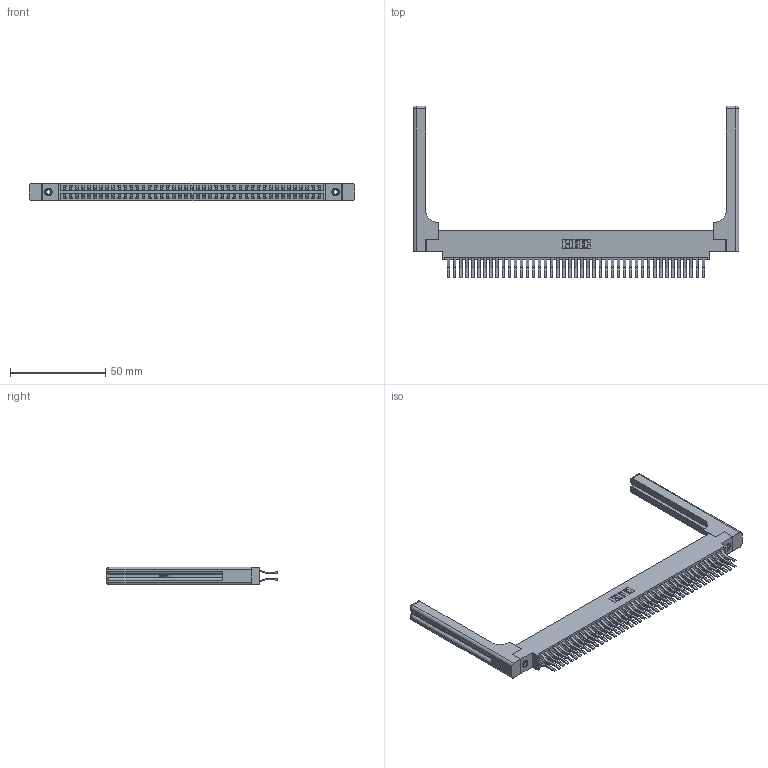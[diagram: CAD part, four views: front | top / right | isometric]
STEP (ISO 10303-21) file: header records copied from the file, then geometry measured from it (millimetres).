
FILE_DESCRIPTION (( 'STEP AP203' ), '1' );
FILE_NAME ('346-086-560-858.STEP', '2022-05-25T23:55:47', ( '' ), ( '' ), 'SwSTEP 2.0', 'SolidWorks 2020', '' );
FILE_SCHEMA (( 'CONFIG_CONTROL_DESIGN' ));
Length unit declared in the file: inch
Products named in the file (5): 346-086-560-858; 346 Part_0.170 Offset - 0.156 Dia-TH; 346-220-058_345-220-058; 345-250-001_345-250-001-102; 345-292-001_560 Tail
Assembly tree (91 placements, depth 2):
  346-086-560-858
    346 Part_0.170 Offset - 0.156 Dia-TH
    345-292-001_560 Tail  x86
    345-250-001_345-250-001-102  x2
    346-220-058_345-220-058  x2
Bounding box: 170.59 x 90.05 x 9.4 mm (x, y, z)
Volume: 24527.3 mm3; surface area: 30119.6 mm2
Topology: 91 solids, 91 shells, 5040 faces, 14889 edges, 9790 vertices
Faces by surface type: plane 3252, cylinder 1728, bspline 36, cone 12, sphere 8, torus 4
Entity records: 33746 total; most frequent: CARTESIAN_POINT 6575, ORIENTED_EDGE 5304, DIRECTION 4780, EDGE_CURVE 2652, LINE 2252, VECTOR 2252, VERTEX_POINT 1758, AXIS2_PLACEMENT_3D 1264
